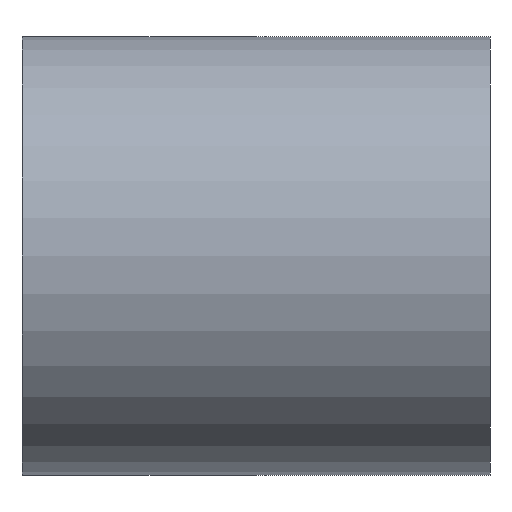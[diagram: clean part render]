
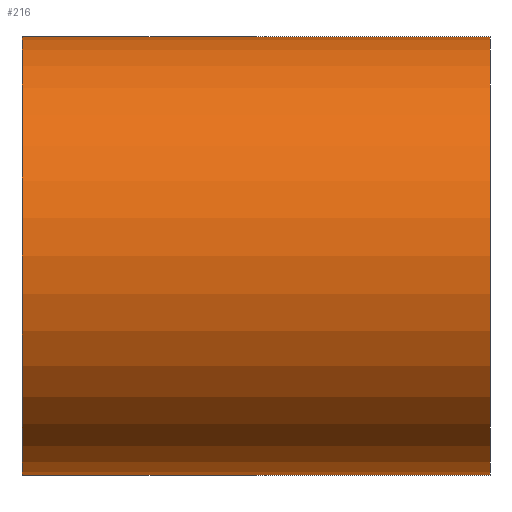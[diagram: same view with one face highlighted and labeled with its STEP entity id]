
A CAD part, left-side view. The second image highlights one B-rep face of the part: STEP entity #216.
In plain terms, the highlighted cylindrical face has radius 6.35 mm (diameter 12.7 mm), a partial arc.
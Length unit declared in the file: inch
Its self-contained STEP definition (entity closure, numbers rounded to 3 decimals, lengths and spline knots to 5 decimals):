
#10 = AXIS2_PLACEMENT_3D ( 'NONE', #49, #470, #167 ) ;
#12 = ORIENTED_EDGE ( 'NONE', *, *, #17, .T. ) ;
#17 = EDGE_CURVE ( 'NONE', #18, #115, #36, .T. ) ;
#18 = VERTEX_POINT ( 'NONE', #235 ) ;
#23 = DIRECTION ( 'NONE',  ( 0., -1., 0. ) ) ;
#36 = CIRCLE ( 'NONE', #134, 0.25 ) ;
#39 = CARTESIAN_POINT ( 'NONE',  ( 3.42399, 2.8467, -0.0063 ) ) ;
#49 = CARTESIAN_POINT ( 'NONE',  ( 3.42399, 3.55381, -0.0063 ) ) ;
#62 = VECTOR ( 'NONE', #82, 39.37008 ) ;
#66 = LINE ( 'NONE', #414, #196 ) ;
#67 = VERTEX_POINT ( 'NONE', #225 ) ;
#72 = DIRECTION ( 'NONE',  ( 0., 0., 1. ) ) ;
#76 = DIRECTION ( 'NONE',  ( 0., 0., 1. ) ) ;
#82 = DIRECTION ( 'NONE',  ( 0., -1., 0. ) ) ;
#115 = VERTEX_POINT ( 'NONE', #240 ) ;
#127 = EDGE_CURVE ( 'NONE', #450, #67, #375, .T. ) ;
#134 = AXIS2_PLACEMENT_3D ( 'NONE', #340, #193, #72 ) ;
#167 = DIRECTION ( 'NONE',  ( 0., 0., -1. ) ) ;
#175 = EDGE_CURVE ( 'NONE', #67, #115, #280, .T. ) ;
#193 = DIRECTION ( 'NONE',  ( 0., 1., 0. ) ) ;
#196 = VECTOR ( 'NONE', #23, 39.37008 ) ;
#216 = ADVANCED_FACE ( 'NONE', ( #396 ), #334, .T. ) ;
#225 = CARTESIAN_POINT ( 'NONE',  ( 3.42399, 2.8467, 0.2437 ) ) ;
#235 = CARTESIAN_POINT ( 'NONE',  ( 3.42399, 2.31275, -0.2563 ) ) ;
#240 = CARTESIAN_POINT ( 'NONE',  ( 3.42399, 2.31275, 0.2437 ) ) ;
#260 = EDGE_LOOP ( 'NONE', ( #335, #451, #288, #12 ) ) ;
#280 = LINE ( 'NONE', #461, #62 ) ;
#288 = ORIENTED_EDGE ( 'NONE', *, *, #455, .T. ) ;
#334 = CYLINDRICAL_SURFACE ( 'NONE', #10, 0.25 ) ;
#335 = ORIENTED_EDGE ( 'NONE', *, *, #175, .F. ) ;
#340 = CARTESIAN_POINT ( 'NONE',  ( 3.42399, 2.31275, -0.0063 ) ) ;
#354 = DIRECTION ( 'NONE',  ( 0., 1., 0. ) ) ;
#375 = CIRCLE ( 'NONE', #395, 0.25 ) ;
#395 = AXIS2_PLACEMENT_3D ( 'NONE', #39, #354, #76 ) ;
#396 = FACE_OUTER_BOUND ( 'NONE', #260, .T. ) ;
#414 = CARTESIAN_POINT ( 'NONE',  ( 3.42399, 3.55381, -0.2563 ) ) ;
#442 = CARTESIAN_POINT ( 'NONE',  ( 3.42399, 2.8467, -0.2563 ) ) ;
#450 = VERTEX_POINT ( 'NONE', #442 ) ;
#451 = ORIENTED_EDGE ( 'NONE', *, *, #127, .F. ) ;
#455 = EDGE_CURVE ( 'NONE', #450, #18, #66, .T. ) ;
#461 = CARTESIAN_POINT ( 'NONE',  ( 3.42399, 3.55381, 0.2437 ) ) ;
#470 = DIRECTION ( 'NONE',  ( 0., -1., 0. ) ) ;
